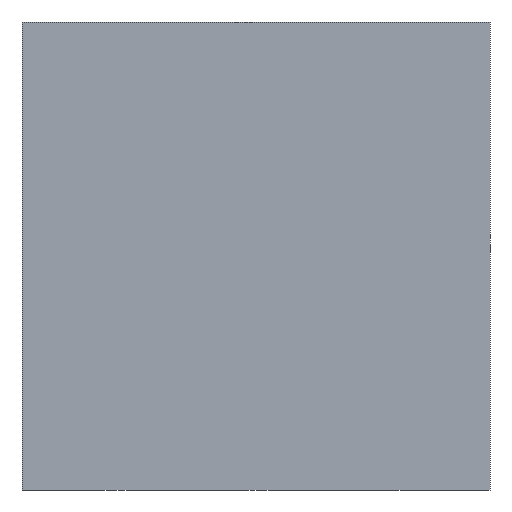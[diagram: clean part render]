
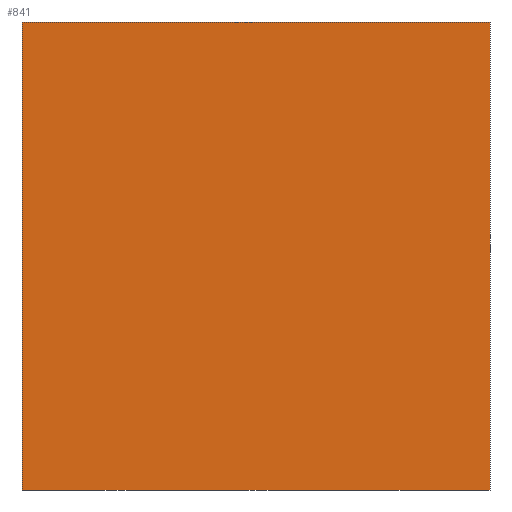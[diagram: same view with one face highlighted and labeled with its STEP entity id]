
A CAD part, front view. The second image highlights one B-rep face of the part: STEP entity #841.
In plain terms, the highlighted planar face has unit normal (0, -1, 0).
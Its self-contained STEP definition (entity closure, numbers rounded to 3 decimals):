
#2 = LINE ( 'NONE', #310, #159 ) ;
#4 = ORIENTED_EDGE ( 'NONE', *, *, #733, .F. ) ;
#25 = CARTESIAN_POINT ( 'NONE',  ( 25., 0., -25. ) ) ;
#31 = CARTESIAN_POINT ( 'NONE',  ( 0., 0., 0. ) ) ;
#33 = VERTEX_POINT ( 'NONE', #25 ) ;
#35 = CARTESIAN_POINT ( 'NONE',  ( 0., 0., 0. ) ) ;
#37 = VERTEX_POINT ( 'NONE', #104 ) ;
#50 = DIRECTION ( 'NONE',  ( 0., 0., -1. ) ) ;
#56 = ORIENTED_EDGE ( 'NONE', *, *, #497, .F. ) ;
#64 = PLANE ( 'NONE',  #560 ) ;
#71 = DIRECTION ( 'NONE',  ( -1., 0., 0. ) ) ;
#104 = CARTESIAN_POINT ( 'NONE',  ( 0., 0., -25. ) ) ;
#133 = VERTEX_POINT ( 'NONE', #328 ) ;
#159 = VECTOR ( 'NONE', #71, 1000. ) ;
#261 = LINE ( 'NONE', #408, #689 ) ;
#272 = LINE ( 'NONE', #35, #480 ) ;
#310 = CARTESIAN_POINT ( 'NONE',  ( 0., 0., -25. ) ) ;
#320 = VECTOR ( 'NONE', #666, 1000. ) ;
#328 = CARTESIAN_POINT ( 'NONE',  ( 25., 0., 0. ) ) ;
#341 = EDGE_CURVE ( 'NONE', #33, #37, #2, .T. ) ;
#356 = CARTESIAN_POINT ( 'NONE',  ( 25., 0., 0. ) ) ;
#408 = CARTESIAN_POINT ( 'NONE',  ( 0., 0., 0. ) ) ;
#446 = LINE ( 'NONE', #356, #320 ) ;
#475 = VERTEX_POINT ( 'NONE', #31 ) ;
#480 = VECTOR ( 'NONE', #728, 1000. ) ;
#497 = EDGE_CURVE ( 'NONE', #37, #475, #261, .T. ) ;
#503 = CARTESIAN_POINT ( 'NONE',  ( 0., 0., 0. ) ) ;
#560 = AXIS2_PLACEMENT_3D ( 'NONE', #503, #743, #50 ) ;
#561 = ORIENTED_EDGE ( 'NONE', *, *, #341, .F. ) ;
#585 = EDGE_CURVE ( 'NONE', #475, #133, #272, .T. ) ;
#644 = DIRECTION ( 'NONE',  ( 0., 0., 1. ) ) ;
#666 = DIRECTION ( 'NONE',  ( 0., 0., -1. ) ) ;
#689 = VECTOR ( 'NONE', #644, 1000. ) ;
#728 = DIRECTION ( 'NONE',  ( 1., 0., 0. ) ) ;
#733 = EDGE_CURVE ( 'NONE', #133, #33, #446, .T. ) ;
#743 = DIRECTION ( 'NONE',  ( 0., -1., 0. ) ) ;
#828 = FACE_OUTER_BOUND ( 'NONE', #846, .T. ) ;
#841 = ADVANCED_FACE ( 'NONE', ( #828 ), #64, .T. ) ;
#846 = EDGE_LOOP ( 'NONE', ( #56, #561, #4, #863 ) ) ;
#863 = ORIENTED_EDGE ( 'NONE', *, *, #585, .F. ) ;
